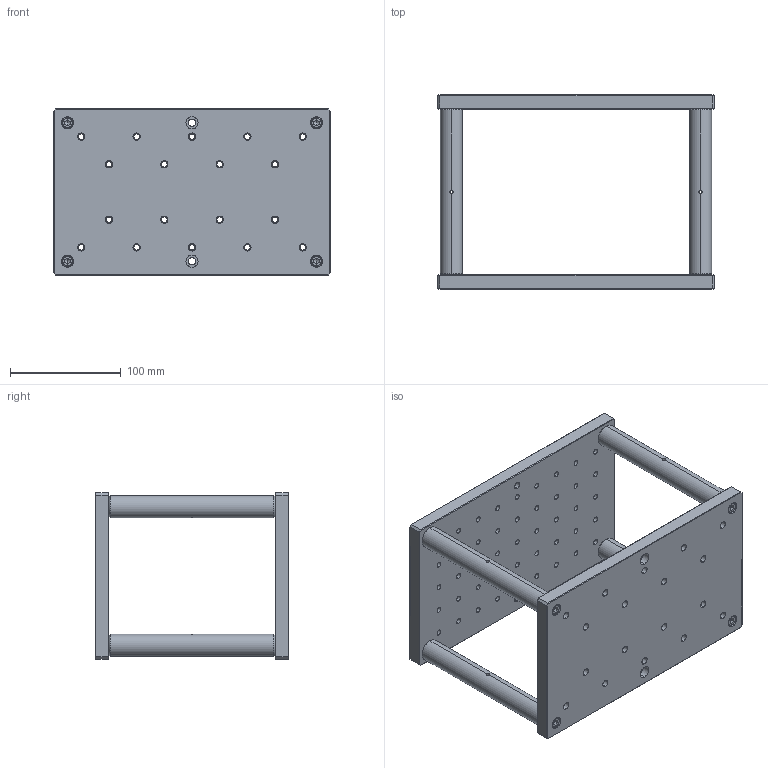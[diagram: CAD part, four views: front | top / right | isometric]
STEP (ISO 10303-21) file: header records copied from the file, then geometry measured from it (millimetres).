
FILE_DESCRIPTION (( 'STEP AP203' ), '1' );
FILE_NAME ('FHT2515-175.STEP', '2020-11-30T03:16:57', ( '' ), ( '' ), 'SwSTEP 2.0', 'SolidWorks 2016', '' );
FILE_SCHEMA (( 'CONFIG_CONTROL_DESIGN' ));
Length unit declared in the file: millimetre
Products named in the file (1): FHT2515-175
Bounding box: 250 x 175 x 150 mm (x, y, z)
Surface area: 222822.2 mm2 (no closed solid volume)
Topology: 0 solids, 23 shells, 407 faces, 1432 edges, 1012 vertices
Faces by surface type: cylinder 210, plane 149, cone 32, torus 16
Entity records: 16099 total; most frequent: CARTESIAN_POINT 3252, DIRECTION 2748, ORIENTED_EDGE 2352, EDGE_CURVE 1416, VERTEX_POINT 1012, AXIS2_PLACEMENT_3D 956, VECTOR 836, LINE 836
